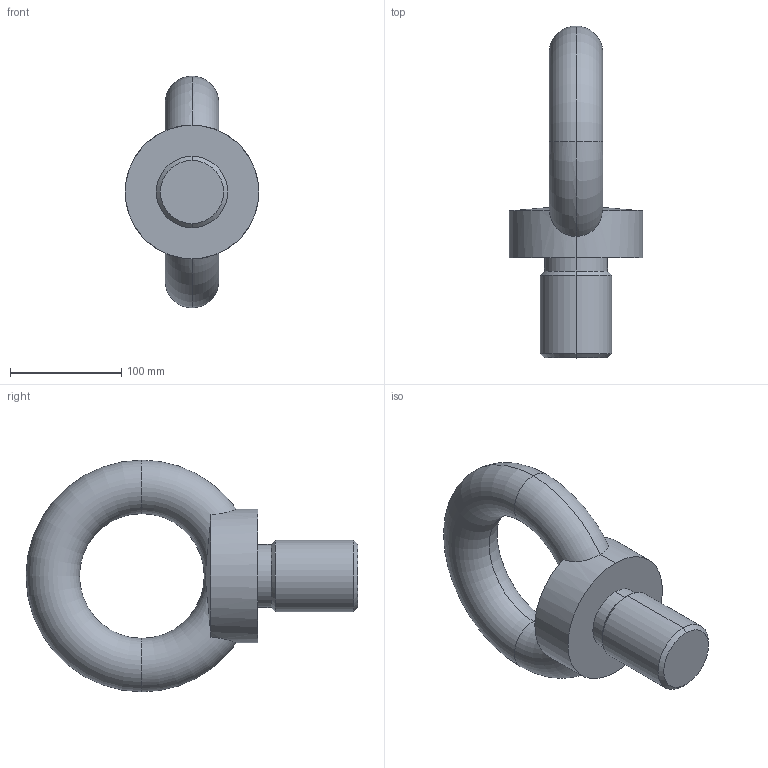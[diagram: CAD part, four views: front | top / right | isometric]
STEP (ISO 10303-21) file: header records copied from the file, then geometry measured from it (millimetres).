
FILE_DESCRIPTION(('STEP AP214'),'1');
FILE_NAME('nt6581.stp','2017-12-15T09:51:44',('TraceParts'),('TraceParts S.A.'),'Spatial InterOp 3D',' ',' ');
FILE_SCHEMA(('automotive_design'));
Length unit declared in the file: millimetre
Products named in the file (1): nt6581
Bounding box: 120 x 298 x 208 mm (x, y, z)
Volume: 1503799.5 mm3; surface area: 113831.6 mm2
Topology: 1 solids, 1 shells, 18 faces, 39 edges, 22 vertices
Faces by surface type: cylinder 6, cone 6, torus 4, plane 2
Entity records: 833 total; most frequent: CARTESIAN_POINT 416, DIRECTION 94, ORIENTED_EDGE 78, AXIS2_PLACEMENT_3D 42, EDGE_CURVE 39, CIRCLE 23, VERTEX_POINT 22, EDGE_LOOP 19
